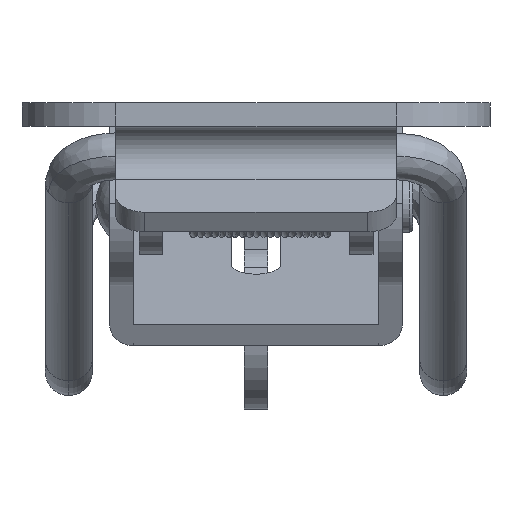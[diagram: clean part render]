
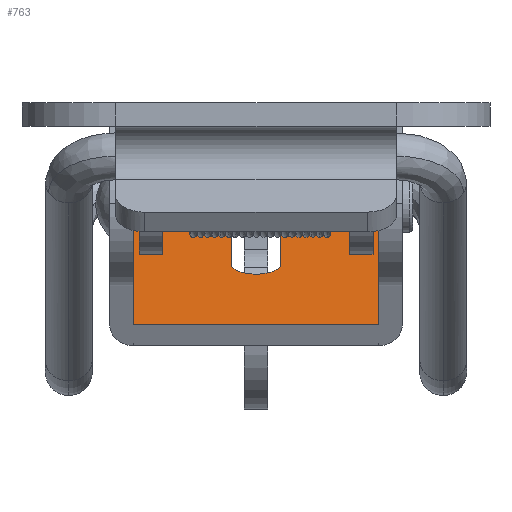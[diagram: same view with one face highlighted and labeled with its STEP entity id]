
A CAD part, top view. The second image highlights one B-rep face of the part: STEP entity #763.
In plain terms, the highlighted planar face has unit normal (0, 0.899, 0.438).
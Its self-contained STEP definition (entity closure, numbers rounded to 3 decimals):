
#96 = DIRECTION ( 'NONE',  ( 0., 0.438, -0.899 ) ) ;
#221 = EDGE_CURVE ( 'NONE', #20799, #7141, #14779, .T. ) ;
#352 = DIRECTION ( 'NONE',  ( -1., 0., 0. ) ) ;
#679 = CARTESIAN_POINT ( 'NONE',  ( 2.1, 5.259, -33.595 ) ) ;
#763 = ADVANCED_FACE ( 'NONE', ( #22533, #4176 ), #9908, .F. ) ;
#1045 = DIRECTION ( 'NONE',  ( 0., -0.899, -0.438 ) ) ;
#1658 = VERTEX_POINT ( 'NONE', #10000 ) ;
#2158 = VECTOR ( 'NONE', #12016, 1000. ) ;
#2195 = CARTESIAN_POINT ( 'NONE',  ( 2.1, 3.724, -30.448 ) ) ;
#2496 = VERTEX_POINT ( 'NONE', #2955 ) ;
#2955 = CARTESIAN_POINT ( 'NONE',  ( 12.5, 5.259, -33.595 ) ) ;
#3164 = CARTESIAN_POINT ( 'NONE',  ( -2.1, -5.141, -12.271 ) ) ;
#3684 = LINE ( 'NONE', #5474, #22025 ) ;
#3797 = CARTESIAN_POINT ( 'NONE',  ( -10.5, 5.259, -33.595 ) ) ;
#4176 = FACE_OUTER_BOUND ( 'NONE', #22756, .T. ) ;
#4347 = DIRECTION ( 'NONE',  ( -1., 0., 0. ) ) ;
#4824 = DIRECTION ( 'NONE',  ( 0., 0.438, -0.899 ) ) ;
#4933 = EDGE_CURVE ( 'NONE', #21214, #1658, #15763, .T. ) ;
#5341 = VECTOR ( 'NONE', #96, 1000. ) ;
#5419 = EDGE_CURVE ( 'NONE', #20627, #17288, #12712, .T. ) ;
#5474 = CARTESIAN_POINT ( 'NONE',  ( 987.5, 5.259, -33.595 ) ) ;
#6053 = CARTESIAN_POINT ( 'NONE',  ( 987.5, -10.303, -1.687 ) ) ;
#6093 = VECTOR ( 'NONE', #352, 1000. ) ;
#6158 = CARTESIAN_POINT ( 'NONE',  ( -2.1, 3.724, -30.448 ) ) ;
#6734 = EDGE_LOOP ( 'NONE', ( #18592, #20704, #22911, #12180 ) ) ;
#6777 = EDGE_CURVE ( 'NONE', #2496, #12612, #17836, .T. ) ;
#6814 = EDGE_CURVE ( 'NONE', #7141, #21214, #3684, .T. ) ;
#6898 = CARTESIAN_POINT ( 'NONE',  ( -2.1, 5.259, -33.595 ) ) ;
#7076 = ORIENTED_EDGE ( 'NONE', *, *, #221, .F. ) ;
#7141 = VERTEX_POINT ( 'NONE', #19628 ) ;
#7192 = CARTESIAN_POINT ( 'NONE',  ( 12.5, -8.988, -4.384 ) ) ;
#7270 = DIRECTION ( 'NONE',  ( -1., 0., 0. ) ) ;
#7531 = CARTESIAN_POINT ( 'NONE',  ( 10.5, -10.303, -1.687 ) ) ;
#7709 = ORIENTED_EDGE ( 'NONE', *, *, #16411, .T. ) ;
#7833 = EDGE_CURVE ( 'NONE', #17288, #16206, #19480, .T. ) ;
#7897 = LINE ( 'NONE', #18607, #9010 ) ;
#8121 = CARTESIAN_POINT ( 'NONE',  ( 987.5, 5.259, -33.595 ) ) ;
#8130 = ORIENTED_EDGE ( 'NONE', *, *, #17654, .T. ) ;
#8676 = CARTESIAN_POINT ( 'NONE',  ( 2.1, 5.379, -33.841 ) ) ;
#8848 = CARTESIAN_POINT ( 'NONE',  ( -10.5, -10.303, -1.687 ) ) ;
#9010 = VECTOR ( 'NONE', #4824, 1000. ) ;
#9721 = VECTOR ( 'NONE', #4347, 1000. ) ;
#9908 = PLANE ( 'NONE',  #21850 ) ;
#10000 = CARTESIAN_POINT ( 'NONE',  ( -12.5, 5.921, -34.951 ) ) ;
#10175 = CARTESIAN_POINT ( 'NONE',  ( -2.1, -5.141, -12.271 ) ) ;
#10594 = VERTEX_POINT ( 'NONE', #3164 ) ;
#10720 = ORIENTED_EDGE ( 'NONE', *, *, #12427, .F. ) ;
#10792 = LINE ( 'NONE', #21620, #6093 ) ;
#11264 = EDGE_CURVE ( 'NONE', #19227, #20799, #14995, .T. ) ;
#11731 = ORIENTED_EDGE ( 'NONE', *, *, #4933, .F. ) ;
#12016 = DIRECTION ( 'NONE',  ( 0., 0.438, -0.899 ) ) ;
#12180 = ORIENTED_EDGE ( 'NONE', *, *, #5419, .T. ) ;
#12420 = CARTESIAN_POINT ( 'NONE',  ( 987.5, 5.921, -34.951 ) ) ;
#12427 = EDGE_CURVE ( 'NONE', #2496, #20018, #10792, .T. ) ;
#12612 = VERTEX_POINT ( 'NONE', #16630 ) ;
#12712 =( BOUNDED_CURVE ( )  B_SPLINE_CURVE ( 3, ( #21153, #17488, #8676, #22956 ),
 .UNSPECIFIED., .F., .F. ) 
 B_SPLINE_CURVE_WITH_KNOTS ( ( 4, 4 ),
 ( 3.142, 6.283 ),
 .UNSPECIFIED. ) 
 CURVE ( )  GEOMETRIC_REPRESENTATION_ITEM ( )  RATIONAL_B_SPLINE_CURVE ( ( 1., 0.333, 0.333, 1. ) ) 
 REPRESENTATION_ITEM ( '' )  );
#13130 = VECTOR ( 'NONE', #21289, 1000. ) ;
#13470 = DIRECTION ( 'NONE',  ( 0., 0.438, -0.899 ) ) ;
#14072 = EDGE_CURVE ( 'NONE', #16206, #10594, #18206, .T. ) ;
#14776 = VECTOR ( 'NONE', #20060, 1000. ) ;
#14779 = LINE ( 'NONE', #3797, #5341 ) ;
#14995 = LINE ( 'NONE', #6053, #9721 ) ;
#15763 = LINE ( 'NONE', #17671, #2158 ) ;
#15818 = LINE ( 'NONE', #6898, #21115 ) ;
#16022 = CARTESIAN_POINT ( 'NONE',  ( -12.5, 5.259, -33.595 ) ) ;
#16206 = VERTEX_POINT ( 'NONE', #17992 ) ;
#16411 = EDGE_CURVE ( 'NONE', #19227, #20018, #7897, .T. ) ;
#16630 = CARTESIAN_POINT ( 'NONE',  ( 12.5, 5.921, -34.951 ) ) ;
#17220 = CARTESIAN_POINT ( 'NONE',  ( 2.1, -6.796, -8.878 ) ) ;
#17288 = VERTEX_POINT ( 'NONE', #2195 ) ;
#17488 = CARTESIAN_POINT ( 'NONE',  ( -2.1, 5.379, -33.841 ) ) ;
#17654 = EDGE_CURVE ( 'NONE', #12612, #1658, #17844, .T. ) ;
#17671 = CARTESIAN_POINT ( 'NONE',  ( -12.5, -8.988, -4.384 ) ) ;
#17798 = DIRECTION ( 'NONE',  ( 0., 0.438, -0.899 ) ) ;
#17836 = LINE ( 'NONE', #7192, #22596 ) ;
#17844 = LINE ( 'NONE', #12420, #13130 ) ;
#17992 = CARTESIAN_POINT ( 'NONE',  ( 2.1, -5.141, -12.271 ) ) ;
#18206 =( BOUNDED_CURVE ( )  B_SPLINE_CURVE ( 3, ( #19011, #17220, #20794, #10175 ),
 .UNSPECIFIED., .F., .F. ) 
 B_SPLINE_CURVE_WITH_KNOTS ( ( 4, 4 ),
 ( 0., 3.142 ),
 .UNSPECIFIED. ) 
 CURVE ( )  GEOMETRIC_REPRESENTATION_ITEM ( )  RATIONAL_B_SPLINE_CURVE ( ( 1., 0.333, 0.333, 1. ) ) 
 REPRESENTATION_ITEM ( '' )  );
#18592 = ORIENTED_EDGE ( 'NONE', *, *, #7833, .T. ) ;
#18607 = CARTESIAN_POINT ( 'NONE',  ( 10.5, 5.259, -33.595 ) ) ;
#18881 = ORIENTED_EDGE ( 'NONE', *, *, #11264, .F. ) ;
#19011 = CARTESIAN_POINT ( 'NONE',  ( 2.1, -5.141, -12.271 ) ) ;
#19227 = VERTEX_POINT ( 'NONE', #7531 ) ;
#19309 = DIRECTION ( 'NONE',  ( 0., 0.438, -0.899 ) ) ;
#19480 = LINE ( 'NONE', #679, #14776 ) ;
#19628 = CARTESIAN_POINT ( 'NONE',  ( -10.5, 5.259, -33.595 ) ) ;
#20018 = VERTEX_POINT ( 'NONE', #20179 ) ;
#20060 = DIRECTION ( 'NONE',  ( 0., -0.438, 0.899 ) ) ;
#20179 = CARTESIAN_POINT ( 'NONE',  ( 10.5, 5.259, -33.595 ) ) ;
#20627 = VERTEX_POINT ( 'NONE', #6158 ) ;
#20704 = ORIENTED_EDGE ( 'NONE', *, *, #14072, .T. ) ;
#20794 = CARTESIAN_POINT ( 'NONE',  ( -2.1, -6.796, -8.878 ) ) ;
#20799 = VERTEX_POINT ( 'NONE', #8848 ) ;
#21115 = VECTOR ( 'NONE', #19309, 1000. ) ;
#21153 = CARTESIAN_POINT ( 'NONE',  ( -2.1, 3.724, -30.448 ) ) ;
#21214 = VERTEX_POINT ( 'NONE', #16022 ) ;
#21289 = DIRECTION ( 'NONE',  ( -1., 0., 0. ) ) ;
#21620 = CARTESIAN_POINT ( 'NONE',  ( 987.5, 5.259, -33.595 ) ) ;
#21666 = ORIENTED_EDGE ( 'NONE', *, *, #6777, .T. ) ;
#21850 = AXIS2_PLACEMENT_3D ( 'NONE', #8121, #1045, #13470 ) ;
#22025 = VECTOR ( 'NONE', #7270, 1000. ) ;
#22533 = FACE_BOUND ( 'NONE', #6734, .T. ) ;
#22596 = VECTOR ( 'NONE', #17798, 1000. ) ;
#22722 = EDGE_CURVE ( 'NONE', #10594, #20627, #15818, .T. ) ;
#22756 = EDGE_LOOP ( 'NONE', ( #7709, #10720, #21666, #8130, #11731, #22838, #7076, #18881 ) ) ;
#22838 = ORIENTED_EDGE ( 'NONE', *, *, #6814, .F. ) ;
#22911 = ORIENTED_EDGE ( 'NONE', *, *, #22722, .T. ) ;
#22956 = CARTESIAN_POINT ( 'NONE',  ( 2.1, 3.724, -30.448 ) ) ;
